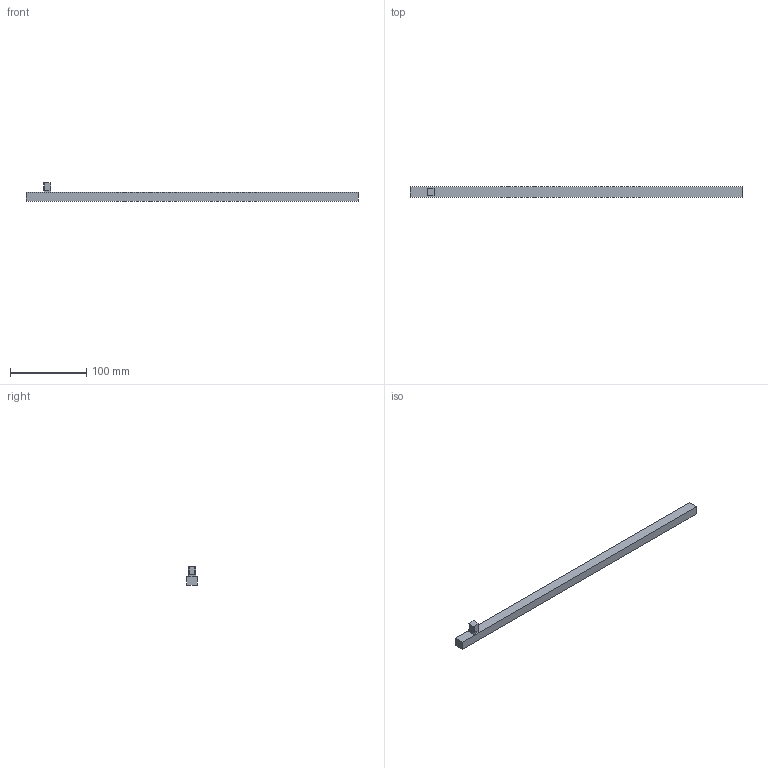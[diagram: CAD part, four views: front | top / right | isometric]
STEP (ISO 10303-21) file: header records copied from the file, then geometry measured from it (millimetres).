
FILE_DESCRIPTION(/* description */ (''),/* implementation_level */ '2;1');
FILE_NAME(/* name */ 'torque wrench gd1.step',/* time_stamp */ '2025-12-10T17:25:50-05:00',/* author */ (''),/* organization */ (''),/* preprocessor_version */ 'ST-DEVELOPER v20.1',/* originating_system */ 'Autodesk Translation Framework v14.21.0.0',/* authorisation */ '');
FILE_SCHEMA (('AUTOMOTIVE_DESIGN { 1 0 10303 214 3 1 1 }'));
Length unit declared in the file: inch
Products named in the file (1): torque wrench
Bounding box: 434.34 x 13.21 x 24.13 mm (x, y, z)
Volume: 66705.8 mm3; surface area: 22339.3 mm2
Topology: 2 solids, 2 shells, 25 faces, 60 edges, 40 vertices
Faces by surface type: plane 17, cylinder 8
Entity records: 764 total; most frequent: DIRECTION 128, CARTESIAN_POINT 126, ORIENTED_EDGE 120, EDGE_CURVE 60, LINE 44, VECTOR 44, AXIS2_PLACEMENT_3D 42, VERTEX_POINT 40
